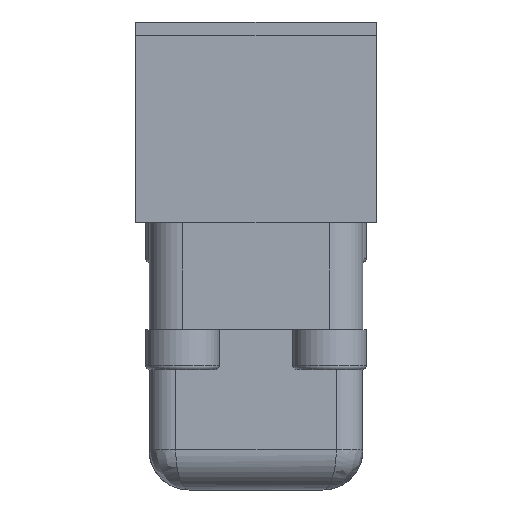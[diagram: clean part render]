
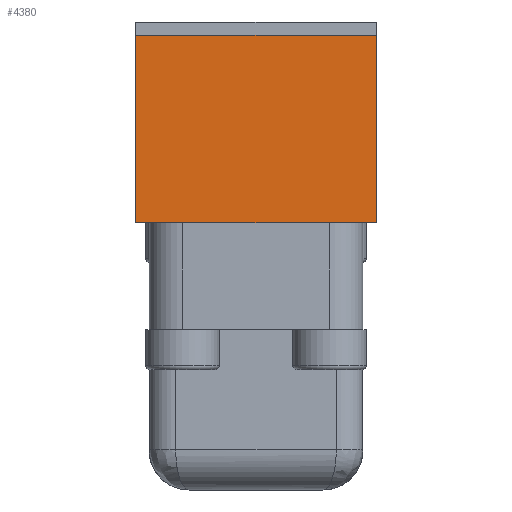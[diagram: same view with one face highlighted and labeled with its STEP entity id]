
A CAD part, left-side view. The second image highlights one B-rep face of the part: STEP entity #4380.
In plain terms, the highlighted planar face has unit normal (-1, 0, 0).
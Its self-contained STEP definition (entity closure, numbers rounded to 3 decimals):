
#230 = CARTESIAN_POINT ( 'NONE',  ( -45.25, -9., 14. ) ) ;
#258 = LINE ( 'NONE', #2244, #3435 ) ;
#287 = DIRECTION ( 'NONE',  ( 0., 1., 0. ) ) ;
#438 = DIRECTION ( 'NONE',  ( 0., 0., -1. ) ) ;
#712 = CARTESIAN_POINT ( 'NONE',  ( -45.25, 9., 0. ) ) ;
#871 = LINE ( 'NONE', #881, #3564 ) ;
#881 = CARTESIAN_POINT ( 'NONE',  ( -45.25, 9., 15. ) ) ;
#1020 = ORIENTED_EDGE ( 'NONE', *, *, #2162, .T. ) ;
#1372 = EDGE_CURVE ( 'NONE', #2566, #3358, #6575, .T. ) ;
#1491 = VECTOR ( 'NONE', #287, 1000. ) ;
#1614 = EDGE_CURVE ( 'NONE', #2502, #3358, #258, .T. ) ;
#1966 = EDGE_LOOP ( 'NONE', ( #4346, #1020, #4918, #5562 ) ) ;
#2162 = EDGE_CURVE ( 'NONE', #3550, #2502, #871, .T. ) ;
#2244 = CARTESIAN_POINT ( 'NONE',  ( -45.25, 9., 0. ) ) ;
#2502 = VERTEX_POINT ( 'NONE', #712 ) ;
#2566 = VERTEX_POINT ( 'NONE', #230 ) ;
#2622 = EDGE_CURVE ( 'NONE', #2566, #3550, #2834, .T. ) ;
#2637 = PLANE ( 'NONE',  #5584 ) ;
#2662 = DIRECTION ( 'NONE',  ( 1., 0., 0. ) ) ;
#2834 = LINE ( 'NONE', #3319, #1491 ) ;
#3319 = CARTESIAN_POINT ( 'NONE',  ( -45.25, 9., 14. ) ) ;
#3358 = VERTEX_POINT ( 'NONE', #5507 ) ;
#3435 = VECTOR ( 'NONE', #5816, 1000. ) ;
#3550 = VERTEX_POINT ( 'NONE', #5576 ) ;
#3564 = VECTOR ( 'NONE', #4429, 1000. ) ;
#3990 = CARTESIAN_POINT ( 'NONE',  ( -45.25, -9., 15. ) ) ;
#4346 = ORIENTED_EDGE ( 'NONE', *, *, #2622, .T. ) ;
#4380 = ADVANCED_FACE ( 'NONE', ( #5318 ), #2637, .F. ) ;
#4429 = DIRECTION ( 'NONE',  ( 0., 0., -1. ) ) ;
#4918 = ORIENTED_EDGE ( 'NONE', *, *, #1614, .T. ) ;
#5203 = VECTOR ( 'NONE', #438, 1000. ) ;
#5318 = FACE_OUTER_BOUND ( 'NONE', #1966, .T. ) ;
#5507 = CARTESIAN_POINT ( 'NONE',  ( -45.25, -9., 0. ) ) ;
#5562 = ORIENTED_EDGE ( 'NONE', *, *, #1372, .F. ) ;
#5576 = CARTESIAN_POINT ( 'NONE',  ( -45.25, 9., 14. ) ) ;
#5584 = AXIS2_PLACEMENT_3D ( 'NONE', #5732, #2662, #6248 ) ;
#5732 = CARTESIAN_POINT ( 'NONE',  ( -45.25, 9., 15. ) ) ;
#5816 = DIRECTION ( 'NONE',  ( 0., -1., 0. ) ) ;
#6248 = DIRECTION ( 'NONE',  ( 0., 0., -1. ) ) ;
#6575 = LINE ( 'NONE', #3990, #5203 ) ;
